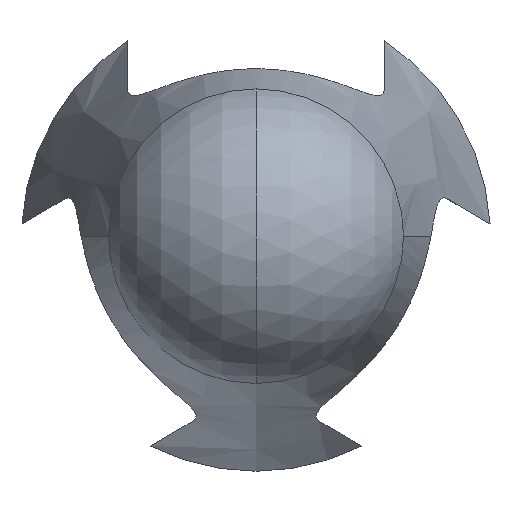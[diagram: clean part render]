
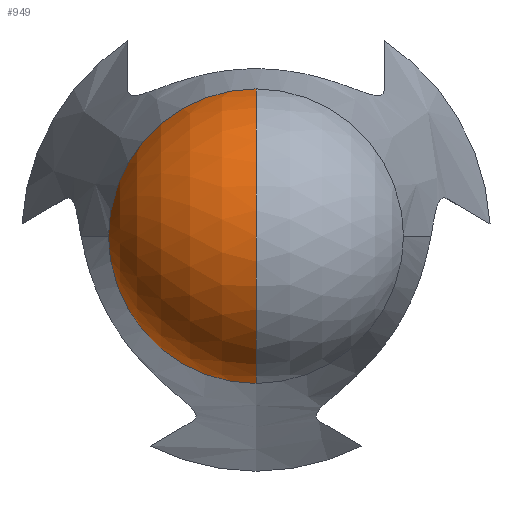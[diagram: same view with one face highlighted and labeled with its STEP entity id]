
A CAD part, top view. The second image highlights one B-rep face of the part: STEP entity #949.
In plain terms, the highlighted spherical face has radius 2347.55 mm.
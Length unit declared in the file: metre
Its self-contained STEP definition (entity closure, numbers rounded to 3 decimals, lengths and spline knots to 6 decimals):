
#4 = CARTESIAN_POINT ( 'NONE',  ( 0., 0., 3.488084 ) ) ;
#70 = VERTEX_POINT ( 'NONE', #472 ) ;
#99 = DIRECTION ( 'NONE',  ( -1., 0., 0. ) ) ;
#138 = AXIS2_PLACEMENT_3D ( 'NONE', #272, #1214, #1788 ) ;
#184 = VERTEX_POINT ( 'NONE', #1711 ) ;
#227 = DIRECTION ( 'NONE',  ( -1., 0., 0. ) ) ;
#232 = CIRCLE ( 'NONE', #284, 2.296255 ) ;
#258 = DIRECTION ( 'NONE',  ( 0., 1., 0. ) ) ;
#259 = AXIS2_PLACEMENT_3D ( 'NONE', #1569, #227, #1424 ) ;
#272 = CARTESIAN_POINT ( 'NONE',  ( 0., 0., 3. ) ) ;
#284 = AXIS2_PLACEMENT_3D ( 'NONE', #4, #855, #709 ) ;
#319 = EDGE_CURVE ( 'NONE', #634, #184, #1008, .T. ) ;
#391 = ORIENTED_EDGE ( 'NONE', *, *, #539, .T. ) ;
#404 = CARTESIAN_POINT ( 'NONE',  ( 0., 0., 3.488084 ) ) ;
#472 = CARTESIAN_POINT ( 'NONE',  ( -2.296255, 0., 3.488084 ) ) ;
#507 = ORIENTED_EDGE ( 'NONE', *, *, #1083, .T. ) ;
#513 = SPHERICAL_SURFACE ( 'NONE', #950, 2.347554 ) ;
#521 = FACE_OUTER_BOUND ( 'NONE', #1134, .T. ) ;
#539 = EDGE_CURVE ( 'NONE', #70, #1057, #232, .T. ) ;
#563 = CARTESIAN_POINT ( 'NONE',  ( 0., -2.296255, 3.488084 ) ) ;
#597 = CIRCLE ( 'NONE', #682, 2.296255 ) ;
#634 = VERTEX_POINT ( 'NONE', #1672 ) ;
#682 = AXIS2_PLACEMENT_3D ( 'NONE', #404, #1643, #1667 ) ;
#709 = DIRECTION ( 'NONE',  ( 1., 0., 0. ) ) ;
#713 = EDGE_CURVE ( 'NONE', #1057, #184, #1037, .T. ) ;
#855 = DIRECTION ( 'NONE',  ( 0., 0., 1. ) ) ;
#938 = CARTESIAN_POINT ( 'NONE',  ( 0., 0., 3. ) ) ;
#949 = ADVANCED_FACE ( 'NONE', ( #521 ), #513, .T. ) ;
#950 = AXIS2_PLACEMENT_3D ( 'NONE', #938, #99, #258 ) ;
#1008 = CIRCLE ( 'NONE', #138, 2.347554 ) ;
#1037 = CIRCLE ( 'NONE', #259, 2.347554 ) ;
#1057 = VERTEX_POINT ( 'NONE', #563 ) ;
#1083 = EDGE_CURVE ( 'NONE', #634, #70, #597, .T. ) ;
#1134 = EDGE_LOOP ( 'NONE', ( #391, #1321, #1469, #507 ) ) ;
#1214 = DIRECTION ( 'NONE',  ( 1., 0., 0. ) ) ;
#1321 = ORIENTED_EDGE ( 'NONE', *, *, #713, .T. ) ;
#1424 = DIRECTION ( 'NONE',  ( 0., -1., 0. ) ) ;
#1469 = ORIENTED_EDGE ( 'NONE', *, *, #319, .F. ) ;
#1569 = CARTESIAN_POINT ( 'NONE',  ( 0., 0., 3. ) ) ;
#1643 = DIRECTION ( 'NONE',  ( 0., 0., 1. ) ) ;
#1667 = DIRECTION ( 'NONE',  ( 1., 0., 0. ) ) ;
#1672 = CARTESIAN_POINT ( 'NONE',  ( 0., 2.296255, 3.488084 ) ) ;
#1711 = CARTESIAN_POINT ( 'NONE',  ( 0., 0., 5.347554 ) ) ;
#1788 = DIRECTION ( 'NONE',  ( 0., 0., -1. ) ) ;
